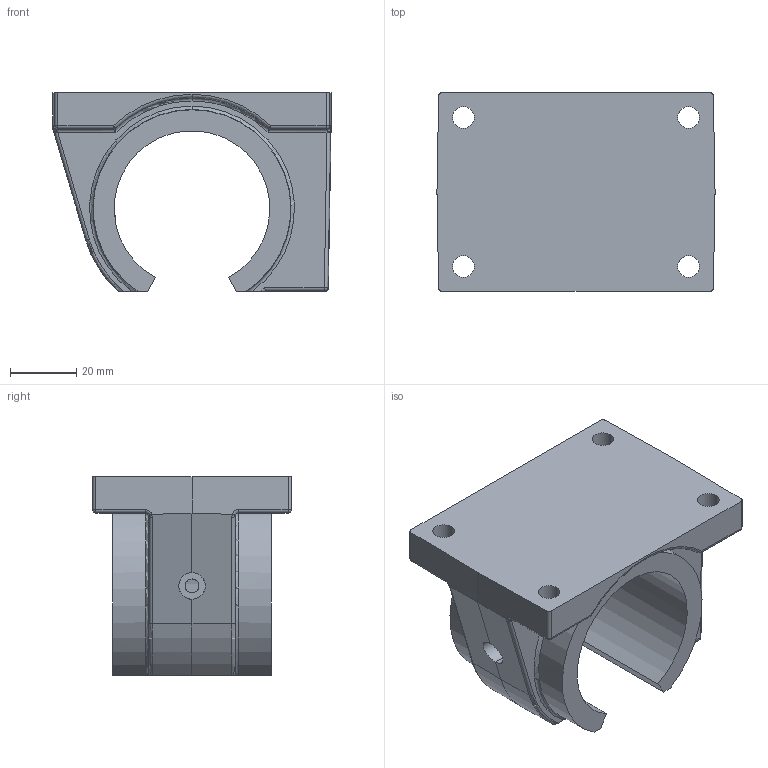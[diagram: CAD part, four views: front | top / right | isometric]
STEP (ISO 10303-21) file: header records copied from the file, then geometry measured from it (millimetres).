
FILE_DESCRIPTION (( 'STEP AP203' ), '1' );
FILE_NAME ('../0300_3-D-Daten/KGGO67-30.step', '2021-12-20T20:04:43', ( '' ), ( '' ), 'SwSTEP 2.0', 'SolidWorks 2021', '' );
FILE_SCHEMA (( 'CONFIG_CONTROL_DESIGN' ));
Length unit declared in the file: millimetre
Products named in the file (1): ../0300_3-D-Daten/KGGO67-30
Bounding box: 83.98 x 60 x 60 mm (x, y, z)
Volume: 111986.9 mm3; surface area: 28936.4 mm2
Topology: 1 solids, 1 shells, 127 faces, 303 edges, 176 vertices
Faces by surface type: cylinder 52, plane 30, torus 16, bspline 12, sphere 10, cone 7
Entity records: 4166 total; most frequent: CARTESIAN_POINT 1260, DIRECTION 600, ORIENTED_EDGE 594, EDGE_CURVE 297, AXIS2_PLACEMENT_3D 244, VERTEX_POINT 176, EDGE_LOOP 141, CIRCLE 128
